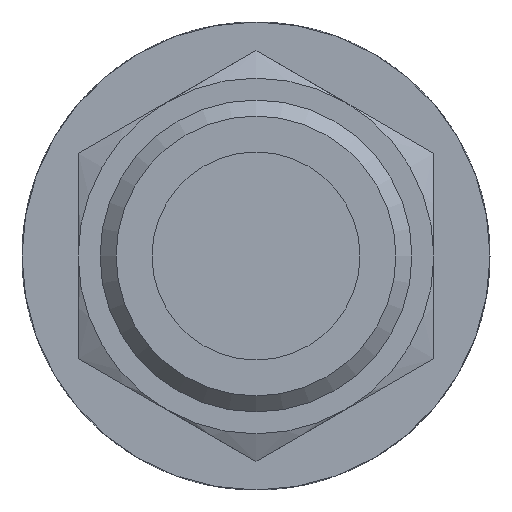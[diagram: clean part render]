
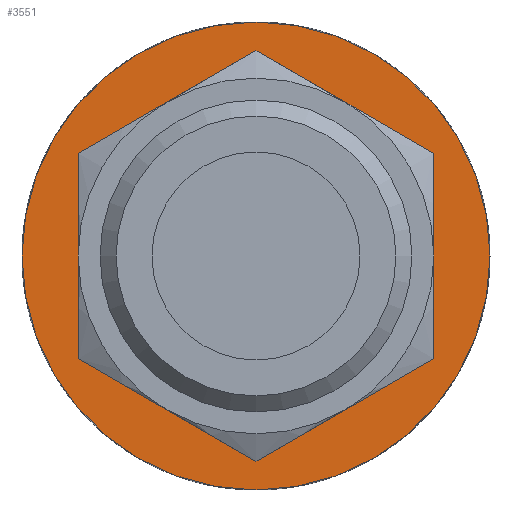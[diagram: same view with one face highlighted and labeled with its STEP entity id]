
A CAD part, left-side view. The second image highlights one B-rep face of the part: STEP entity #3551.
In plain terms, the highlighted planar face has unit normal (-1, 0, 0).
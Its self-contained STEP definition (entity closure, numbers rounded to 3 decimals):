
#48=PLANE('',#3872);
#482=LINE('',#6231,#783);
#485=LINE('',#6237,#786);
#487=LINE('',#6241,#788);
#489=LINE('',#6245,#790);
#491=LINE('',#6249,#792);
#492=LINE('',#6251,#793);
#783=VECTOR('',#4490,1000.);
#786=VECTOR('',#4495,1000.);
#788=VECTOR('',#4499,1000.);
#790=VECTOR('',#4503,1000.);
#792=VECTOR('',#4507,1000.);
#793=VECTOR('',#4510,1000.);
#1478=ORIENTED_EDGE('',*,*,#2225,.F.);
#1479=ORIENTED_EDGE('',*,*,#2419,.T.);
#1480=ORIENTED_EDGE('',*,*,#2409,.T.);
#1481=ORIENTED_EDGE('',*,*,#2412,.T.);
#1482=ORIENTED_EDGE('',*,*,#2414,.T.);
#1483=ORIENTED_EDGE('',*,*,#2416,.T.);
#1484=ORIENTED_EDGE('',*,*,#2418,.T.);
#2225=EDGE_CURVE('',#2767,#2767,#3008,.T.);
#2409=EDGE_CURVE('',#2868,#2867,#482,.T.);
#2412=EDGE_CURVE('',#2867,#2869,#485,.T.);
#2414=EDGE_CURVE('',#2869,#2870,#487,.T.);
#2416=EDGE_CURVE('',#2870,#2871,#489,.T.);
#2418=EDGE_CURVE('',#2871,#2872,#491,.T.);
#2419=EDGE_CURVE('',#2872,#2868,#492,.T.);
#2767=VERTEX_POINT('',#5475);
#2867=VERTEX_POINT('',#6230);
#2868=VERTEX_POINT('',#6232);
#2869=VERTEX_POINT('',#6236);
#2870=VERTEX_POINT('',#6240);
#2871=VERTEX_POINT('',#6244);
#2872=VERTEX_POINT('',#6248);
#3008=CIRCLE('',#3800,12.5);
#3100=EDGE_LOOP('',(#1478));
#3101=EDGE_LOOP('',(#1479,#1480,#1481,#1482,#1483,#1484));
#3321=FACE_BOUND('',#3100,.T.);
#3322=FACE_BOUND('',#3101,.T.);
#3551=ADVANCED_FACE('',(#3321,#3322),#48,.F.);
#3800=AXIS2_PLACEMENT_3D('',#5474,#4307,#4308);
#3872=AXIS2_PLACEMENT_3D('',#6252,#4511,#4512);
#4307=DIRECTION('',(1.,0.,0.));
#4308=DIRECTION('',(0.,0.,-1.));
#4490=DIRECTION('',(0.,0.,-1.));
#4495=DIRECTION('',(0.,0.866,-0.5));
#4499=DIRECTION('',(0.,0.866,0.5));
#4503=DIRECTION('',(0.,0.,1.));
#4507=DIRECTION('',(0.,-0.866,0.5));
#4510=DIRECTION('',(0.,-0.866,-0.5));
#4511=DIRECTION('',(1.,0.,0.));
#4512=DIRECTION('',(0.,0.,-1.));
#5474=CARTESIAN_POINT('',(5.325,0.,0.));
#5475=CARTESIAN_POINT('',(5.325,0.,-12.5));
#6230=CARTESIAN_POINT('',(5.325,-9.5,-5.485));
#6231=CARTESIAN_POINT('',(5.325,-9.5,0.));
#6232=CARTESIAN_POINT('',(5.325,-9.5,5.485));
#6236=CARTESIAN_POINT('',(5.325,0.,-10.97));
#6237=CARTESIAN_POINT('',(5.325,3.479,-12.978));
#6240=CARTESIAN_POINT('',(5.325,9.5,-5.485));
#6241=CARTESIAN_POINT('',(5.325,12.979,-3.476));
#6244=CARTESIAN_POINT('',(5.325,9.5,5.485));
#6245=CARTESIAN_POINT('',(5.325,9.5,0.));
#6248=CARTESIAN_POINT('',(5.325,0.,10.97));
#6249=CARTESIAN_POINT('',(5.325,12.979,3.476));
#6251=CARTESIAN_POINT('',(5.325,3.479,12.978));
#6252=CARTESIAN_POINT('',(5.325,0.,0.));
